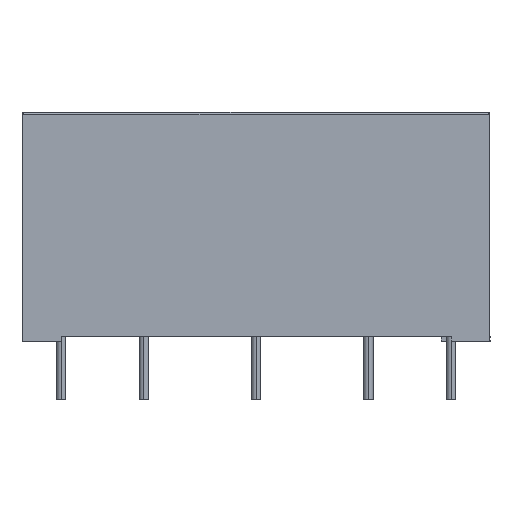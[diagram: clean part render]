
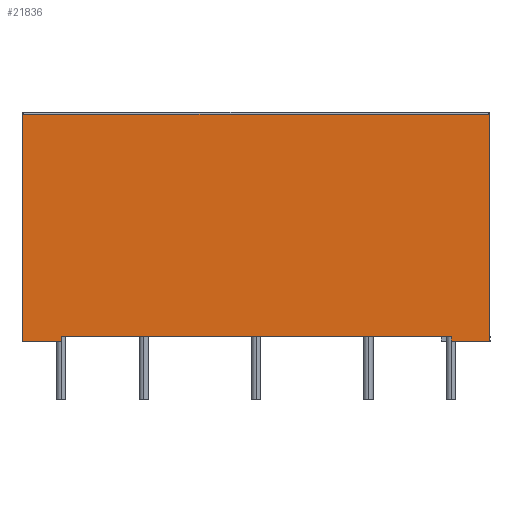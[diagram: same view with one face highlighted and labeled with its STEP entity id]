
A CAD part, left-side view. The second image highlights one B-rep face of the part: STEP entity #21836.
In plain terms, the highlighted planar face has unit normal (-1, 0, 0).
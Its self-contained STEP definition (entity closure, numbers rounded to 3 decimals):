
#490 = VERTEX_POINT ( 'NONE', #15668 ) ;
#779 = LINE ( 'NONE', #15234, #4657 ) ;
#1702 = ORIENTED_EDGE ( 'NONE', *, *, #7857, .T. ) ;
#2065 = EDGE_CURVE ( 'NONE', #12168, #8372, #15666, .T. ) ;
#2477 = DIRECTION ( 'NONE',  ( 0., 1., 0. ) ) ;
#3182 = DIRECTION ( 'NONE',  ( 0., 0., -1. ) ) ;
#3292 = DIRECTION ( 'NONE',  ( 1., 0., 0. ) ) ;
#3371 = LINE ( 'NONE', #6954, #22239 ) ;
#3378 = ORIENTED_EDGE ( 'NONE', *, *, #20070, .T. ) ;
#3380 = DIRECTION ( 'NONE',  ( 0., 0., -1. ) ) ;
#4346 = VERTEX_POINT ( 'NONE', #12131 ) ;
#4564 = VECTOR ( 'NONE', #23087, 1000. ) ;
#4657 = VECTOR ( 'NONE', #2477, 1000. ) ;
#5360 = DIRECTION ( 'NONE',  ( 0., 0., 1. ) ) ;
#6647 = EDGE_LOOP ( 'NONE', ( #23674, #1702, #7306, #3378, #7951, #23074, #6807, #22952 ) ) ;
#6807 = ORIENTED_EDGE ( 'NONE', *, *, #20742, .F. ) ;
#6954 = CARTESIAN_POINT ( 'NONE',  ( -35., 24., -12. ) ) ;
#6976 = VECTOR ( 'NONE', #7136, 1000. ) ;
#7037 = EDGE_CURVE ( 'NONE', #16494, #20705, #3371, .T. ) ;
#7136 = DIRECTION ( 'NONE',  ( 0., 0., 1. ) ) ;
#7166 = VERTEX_POINT ( 'NONE', #9945 ) ;
#7306 = ORIENTED_EDGE ( 'NONE', *, *, #7037, .F. ) ;
#7857 = EDGE_CURVE ( 'NONE', #8372, #20705, #12173, .T. ) ;
#7951 = ORIENTED_EDGE ( 'NONE', *, *, #23741, .T. ) ;
#8347 = CARTESIAN_POINT ( 'NONE',  ( -35., 23.9, -12. ) ) ;
#8372 = VERTEX_POINT ( 'NONE', #15977 ) ;
#8932 = FACE_OUTER_BOUND ( 'NONE', #6647, .T. ) ;
#9788 = EDGE_CURVE ( 'NONE', #7166, #12168, #20480, .T. ) ;
#9867 = CARTESIAN_POINT ( 'NONE',  ( -35., -23.9, 11.3 ) ) ;
#9945 = CARTESIAN_POINT ( 'NONE',  ( -35., -23.9, -12. ) ) ;
#10500 = CARTESIAN_POINT ( 'NONE',  ( -35., -24., 11.5 ) ) ;
#11139 = LINE ( 'NONE', #13730, #15227 ) ;
#11385 = CARTESIAN_POINT ( 'NONE',  ( -35., 20., -12. ) ) ;
#11521 = VECTOR ( 'NONE', #3380, 1000. ) ;
#12028 = VERTEX_POINT ( 'NONE', #13266 ) ;
#12131 = CARTESIAN_POINT ( 'NONE',  ( -35., -20., -12. ) ) ;
#12168 = VERTEX_POINT ( 'NONE', #9867 ) ;
#12173 = LINE ( 'NONE', #14084, #11521 ) ;
#13266 = CARTESIAN_POINT ( 'NONE',  ( -35., 20., -11.5 ) ) ;
#13546 = DIRECTION ( 'NONE',  ( 0., 0., 1. ) ) ;
#13730 = CARTESIAN_POINT ( 'NONE',  ( -35., -24., -11.5 ) ) ;
#13785 = LINE ( 'NONE', #11385, #22424 ) ;
#14084 = CARTESIAN_POINT ( 'NONE',  ( -35., 23.9, 11.5 ) ) ;
#15227 = VECTOR ( 'NONE', #22753, 1000. ) ;
#15234 = CARTESIAN_POINT ( 'NONE',  ( -35., -24., -12. ) ) ;
#15391 = VECTOR ( 'NONE', #5360, 1000. ) ;
#15666 = LINE ( 'NONE', #17142, #4564 ) ;
#15668 = CARTESIAN_POINT ( 'NONE',  ( -35., -20., -11.5 ) ) ;
#15977 = CARTESIAN_POINT ( 'NONE',  ( -35., 23.9, 11.3 ) ) ;
#16494 = VERTEX_POINT ( 'NONE', #18514 ) ;
#17142 = CARTESIAN_POINT ( 'NONE',  ( -35., 24., 11.3 ) ) ;
#17647 = AXIS2_PLACEMENT_3D ( 'NONE', #10500, #3292, #3182 ) ;
#18514 = CARTESIAN_POINT ( 'NONE',  ( -35., 20., -12. ) ) ;
#19583 = EDGE_CURVE ( 'NONE', #4346, #490, #19873, .T. ) ;
#19873 = LINE ( 'NONE', #22096, #15391 ) ;
#20070 = EDGE_CURVE ( 'NONE', #16494, #12028, #13785, .T. ) ;
#20480 = LINE ( 'NONE', #22195, #6976 ) ;
#20705 = VERTEX_POINT ( 'NONE', #8347 ) ;
#20742 = EDGE_CURVE ( 'NONE', #7166, #4346, #779, .T. ) ;
#21836 = ADVANCED_FACE ( 'NONE', ( #8932 ), #23249, .F. ) ;
#22096 = CARTESIAN_POINT ( 'NONE',  ( -35., -20., -12. ) ) ;
#22133 = DIRECTION ( 'NONE',  ( 0., 1., 0. ) ) ;
#22195 = CARTESIAN_POINT ( 'NONE',  ( -35., -23.9, 11.5 ) ) ;
#22239 = VECTOR ( 'NONE', #22133, 1000. ) ;
#22424 = VECTOR ( 'NONE', #13546, 1000. ) ;
#22753 = DIRECTION ( 'NONE',  ( 0., -1., 0. ) ) ;
#22952 = ORIENTED_EDGE ( 'NONE', *, *, #9788, .T. ) ;
#23074 = ORIENTED_EDGE ( 'NONE', *, *, #19583, .F. ) ;
#23087 = DIRECTION ( 'NONE',  ( 0., 1., 0. ) ) ;
#23249 = PLANE ( 'NONE',  #17647 ) ;
#23674 = ORIENTED_EDGE ( 'NONE', *, *, #2065, .T. ) ;
#23741 = EDGE_CURVE ( 'NONE', #12028, #490, #11139, .T. ) ;
